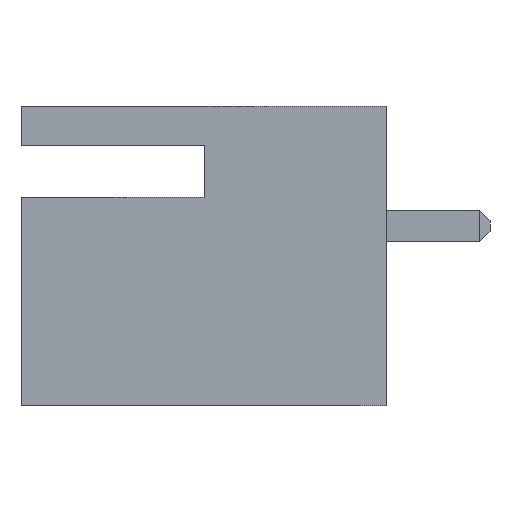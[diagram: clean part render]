
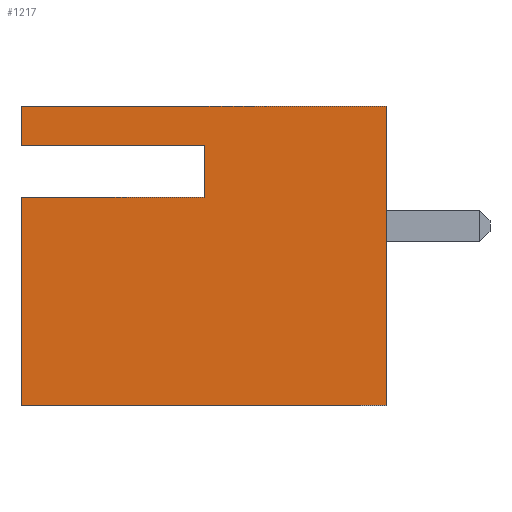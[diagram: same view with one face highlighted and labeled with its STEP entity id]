
A CAD part, left-side view. The second image highlights one B-rep face of the part: STEP entity #1217.
In plain terms, the highlighted planar face has unit normal (-1, 0, 0).
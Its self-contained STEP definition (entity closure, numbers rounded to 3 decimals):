
#31 = CARTESIAN_POINT ( 'NONE',  ( 0., 0., -5.75 ) ) ;
#96 = VECTOR ( 'NONE', #1005, 1000. ) ;
#115 = DIRECTION ( 'NONE',  ( 0., 0., 1. ) ) ;
#193 = CARTESIAN_POINT ( 'NONE',  ( 0., 7., 0. ) ) ;
#286 = DIRECTION ( 'NONE',  ( 0., -1., 0. ) ) ;
#326 = CARTESIAN_POINT ( 'NONE',  ( 0., 3.5, -1.75 ) ) ;
#440 = EDGE_CURVE ( 'NONE', #1814, #2178, #3198, .T. ) ;
#620 = LINE ( 'NONE', #873, #2511 ) ;
#626 = VECTOR ( 'NONE', #286, 1000. ) ;
#659 = CARTESIAN_POINT ( 'NONE',  ( 0., 7., 0. ) ) ;
#712 = VECTOR ( 'NONE', #2333, 1000. ) ;
#734 = LINE ( 'NONE', #2936, #96 ) ;
#751 = VECTOR ( 'NONE', #2295, 1000. ) ;
#763 = VECTOR ( 'NONE', #115, 1000. ) ;
#804 = CARTESIAN_POINT ( 'NONE',  ( 0., 7., -1.75 ) ) ;
#873 = CARTESIAN_POINT ( 'NONE',  ( 0., 7., -5.75 ) ) ;
#874 = ORIENTED_EDGE ( 'NONE', *, *, #3385, .F. ) ;
#875 = CARTESIAN_POINT ( 'NONE',  ( 0., 0., 0. ) ) ;
#908 = DIRECTION ( 'NONE',  ( 0., 0., 1. ) ) ;
#946 = FACE_OUTER_BOUND ( 'NONE', #3463, .T. ) ;
#956 = ORIENTED_EDGE ( 'NONE', *, *, #2478, .T. ) ;
#965 = CARTESIAN_POINT ( 'NONE',  ( 0., 7., -5.75 ) ) ;
#987 = PLANE ( 'NONE',  #1853 ) ;
#1005 = DIRECTION ( 'NONE',  ( 0., -1., 0. ) ) ;
#1039 = VERTEX_POINT ( 'NONE', #1123 ) ;
#1097 = ORIENTED_EDGE ( 'NONE', *, *, #1294, .T. ) ;
#1123 = CARTESIAN_POINT ( 'NONE',  ( 0., 3.5, -1.75 ) ) ;
#1217 = ADVANCED_FACE ( 'NONE', ( #946 ), #987, .F. ) ;
#1224 = VECTOR ( 'NONE', #3182, 1000. ) ;
#1254 = EDGE_CURVE ( 'NONE', #1039, #2351, #1515, .T. ) ;
#1294 = EDGE_CURVE ( 'NONE', #2320, #2520, #734, .T. ) ;
#1364 = LINE ( 'NONE', #326, #3202 ) ;
#1389 = CARTESIAN_POINT ( 'NONE',  ( 0., 0., -5.75 ) ) ;
#1504 = LINE ( 'NONE', #659, #712 ) ;
#1515 = LINE ( 'NONE', #2826, #751 ) ;
#1663 = CARTESIAN_POINT ( 'NONE',  ( 0., 3.5, -0.75 ) ) ;
#1735 = ORIENTED_EDGE ( 'NONE', *, *, #3132, .F. ) ;
#1753 = ORIENTED_EDGE ( 'NONE', *, *, #440, .T. ) ;
#1812 = EDGE_CURVE ( 'NONE', #1814, #2351, #620, .T. ) ;
#1814 = VERTEX_POINT ( 'NONE', #3033 ) ;
#1853 = AXIS2_PLACEMENT_3D ( 'NONE', #965, #3351, #2582 ) ;
#1897 = DIRECTION ( 'NONE',  ( 0., 0., -1. ) ) ;
#1904 = VERTEX_POINT ( 'NONE', #193 ) ;
#1950 = ORIENTED_EDGE ( 'NONE', *, *, #1254, .T. ) ;
#2045 = CARTESIAN_POINT ( 'NONE',  ( 0., 7., -0.75 ) ) ;
#2122 = ORIENTED_EDGE ( 'NONE', *, *, #1812, .F. ) ;
#2178 = VERTEX_POINT ( 'NONE', #1389 ) ;
#2295 = DIRECTION ( 'NONE',  ( 0., 1., 0. ) ) ;
#2320 = VERTEX_POINT ( 'NONE', #2045 ) ;
#2333 = DIRECTION ( 'NONE',  ( 0., -1., 0. ) ) ;
#2351 = VERTEX_POINT ( 'NONE', #804 ) ;
#2394 = CARTESIAN_POINT ( 'NONE',  ( 0., 7., -5.75 ) ) ;
#2478 = EDGE_CURVE ( 'NONE', #2520, #1039, #1364, .T. ) ;
#2511 = VECTOR ( 'NONE', #908, 1000. ) ;
#2520 = VERTEX_POINT ( 'NONE', #1663 ) ;
#2582 = DIRECTION ( 'NONE',  ( 0., 0., -1. ) ) ;
#2826 = CARTESIAN_POINT ( 'NONE',  ( 0., 7., -1.75 ) ) ;
#2920 = EDGE_CURVE ( 'NONE', #2178, #3232, #2958, .T. ) ;
#2936 = CARTESIAN_POINT ( 'NONE',  ( 0., 7., -0.75 ) ) ;
#2958 = LINE ( 'NONE', #31, #763 ) ;
#3033 = CARTESIAN_POINT ( 'NONE',  ( 0., 7., -5.75 ) ) ;
#3132 = EDGE_CURVE ( 'NONE', #2320, #1904, #3165, .T. ) ;
#3165 = LINE ( 'NONE', #3259, #1224 ) ;
#3182 = DIRECTION ( 'NONE',  ( 0., 0., 1. ) ) ;
#3198 = LINE ( 'NONE', #2394, #626 ) ;
#3202 = VECTOR ( 'NONE', #1897, 1000. ) ;
#3232 = VERTEX_POINT ( 'NONE', #875 ) ;
#3259 = CARTESIAN_POINT ( 'NONE',  ( 0., 7., -5.75 ) ) ;
#3351 = DIRECTION ( 'NONE',  ( 1., 0., 0. ) ) ;
#3385 = EDGE_CURVE ( 'NONE', #1904, #3232, #1504, .T. ) ;
#3403 = ORIENTED_EDGE ( 'NONE', *, *, #2920, .T. ) ;
#3463 = EDGE_LOOP ( 'NONE', ( #1950, #2122, #1753, #3403, #874, #1735, #1097, #956 ) ) ;
